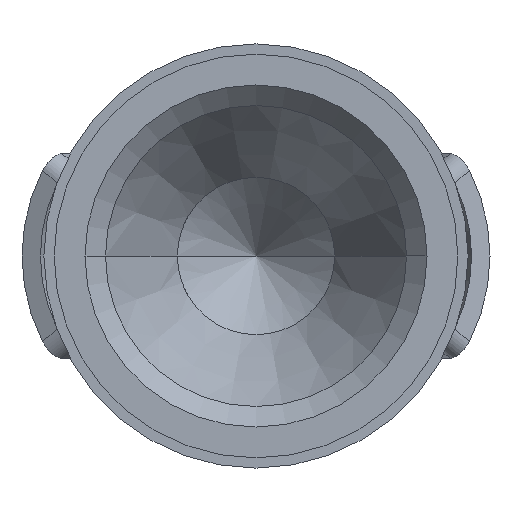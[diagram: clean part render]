
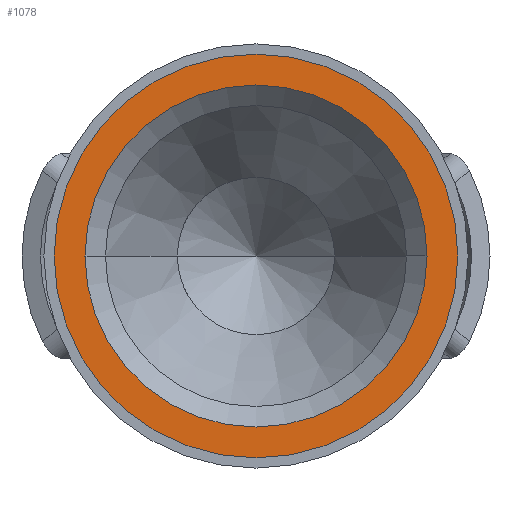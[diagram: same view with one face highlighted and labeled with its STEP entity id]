
A CAD part, left-side view. The second image highlights one B-rep face of the part: STEP entity #1078.
In plain terms, the highlighted planar face has unit normal (-1, 0, 0).
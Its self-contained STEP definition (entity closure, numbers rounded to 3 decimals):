
#77=CARTESIAN_POINT('',(0.,0.,0.));
#78=DIRECTION('',(1.,0.,0.));
#79=DIRECTION('',(0.,-1.,0.));
#80=AXIS2_PLACEMENT_3D('',#77,#78,#79);
#82=CARTESIAN_POINT('',(0.,0.,0.));
#83=DIRECTION('',(1.,0.,0.));
#84=DIRECTION('',(0.,1.,0.));
#85=AXIS2_PLACEMENT_3D('',#82,#83,#84);
#87=CARTESIAN_POINT('',(0.,0.,0.));
#88=DIRECTION('',(-1.,0.,0.));
#89=DIRECTION('',(0.,-1.,0.));
#90=AXIS2_PLACEMENT_3D('',#87,#88,#89);
#92=CARTESIAN_POINT('',(0.,0.,0.));
#93=DIRECTION('',(-1.,0.,0.));
#94=DIRECTION('',(0.,1.,0.));
#95=AXIS2_PLACEMENT_3D('',#92,#93,#94);
#97=CARTESIAN_POINT('',(0.,0.,0.));
#98=DIRECTION('',(-1.,0.,0.));
#99=DIRECTION('',(0.,0.,-1.));
#100=AXIS2_PLACEMENT_3D('',#97,#98,#99);
#789=CARTESIAN_POINT('',(0.,1.475,0.));
#790=VERTEX_POINT('',#789);
#791=CARTESIAN_POINT('',(0.,-1.475,0.));
#792=VERTEX_POINT('',#791);
#793=CARTESIAN_POINT('',(0.,-1.25,0.));
#794=CARTESIAN_POINT('',(0.,1.25,0.));
#795=VERTEX_POINT('',#793);
#796=VERTEX_POINT('',#794);
#797=CARTESIAN_POINT('',(0.,0.,-1.25));
#798=VERTEX_POINT('',#797);
#1061=CARTESIAN_POINT('',(0.,0.,0.));
#1062=DIRECTION('',(1.,0.,0.));
#1063=DIRECTION('',(0.,-1.,0.));
#1064=AXIS2_PLACEMENT_3D('',#1061,#1062,#1063);
#1065=PLANE('',#1064);
#1066=ORIENTED_EDGE('',*,*,#1054,.T.);
#1067=ORIENTED_EDGE('',*,*,#1043,.T.);
#1068=EDGE_LOOP('',(#1066,#1067));
#1069=FACE_OUTER_BOUND('',#1068,.F.);
#1071=ORIENTED_EDGE('',*,*,#1070,.T.);
#1073=ORIENTED_EDGE('',*,*,#1072,.T.);
#1075=ORIENTED_EDGE('',*,*,#1074,.T.);
#1076=EDGE_LOOP('',(#1071,#1073,#1075));
#1077=FACE_BOUND('',#1076,.F.);
#1078=ADVANCED_FACE('',(#1069,#1077),#1065,.F.);
#81=CIRCLE('',#80,1.475);
#86=CIRCLE('',#85,1.475);
#91=CIRCLE('',#90,1.25);
#96=CIRCLE('',#95,1.25);
#101=CIRCLE('',#100,1.25);
#1043=EDGE_CURVE('',#790,#792,#86,.T.);
#1054=EDGE_CURVE('',#792,#790,#81,.T.);
#1070=EDGE_CURVE('',#795,#796,#91,.T.);
#1072=EDGE_CURVE('',#796,#798,#96,.T.);
#1074=EDGE_CURVE('',#798,#795,#101,.T.);
